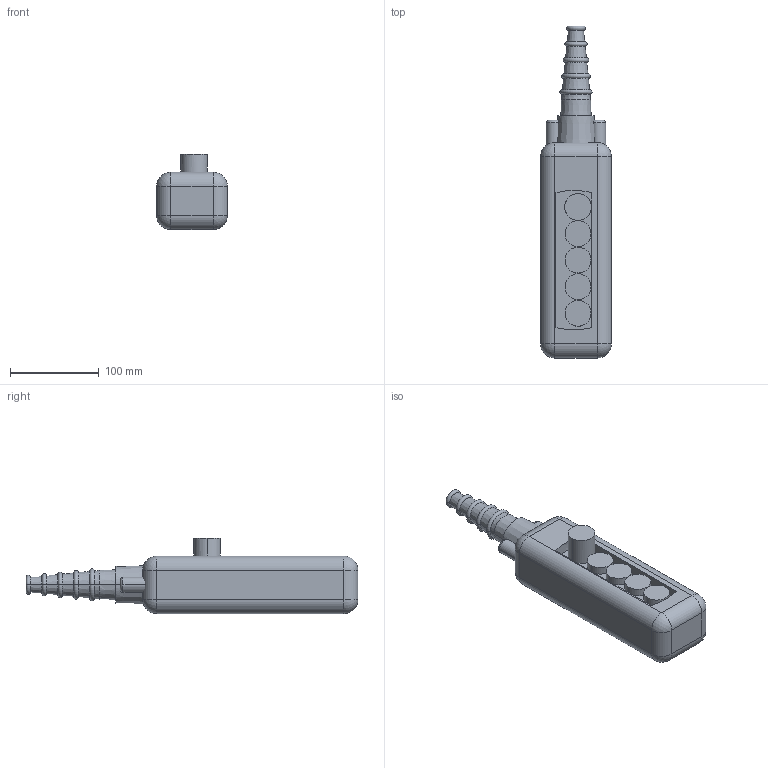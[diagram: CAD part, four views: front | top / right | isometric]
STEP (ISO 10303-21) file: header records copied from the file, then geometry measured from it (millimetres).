
FILE_DESCRIPTION((''),'2;1');
FILE_NAME('XACA4713-3D_ASM','2021-04-22T10:42:13',('SESA231899'),('Schneider-Electric'),'CREO PARAMETRIC BY PTC INC, 2019471','CREO PARAMETRIC BY PTC INC, 2019471','');
FILE_SCHEMA(('AP242_MANAGED_MODEL_BASED_3D_ENGINEERING_MIM_LF { 1 0 10303 442 1 1 4 }'));
Products named in the file (3): XACA4713-3D_PRT0001; XACA4713-3D_PRT0002; XACA4713-3D_ASM
Assembly tree (2 placements, depth 2):
  XACA4713-3D_ASM
    XACA4713-3D_PRT0001
    XACA4713-3D_PRT0002
Bounding box: 80.02 x 374.93 x 84.88 mm (x, y, z)
Volume: 1277262.4 mm3; surface area: 102562.2 mm2
Topology: 2 solids, 2 shells, 90 faces, 212 edges, 140 vertices
Faces by surface type: cylinder 30, plane 24, cone 14, torus 12, sphere 8, extrusion 2
Entity records: 58125 total; most frequent: CARTESIAN_POINT 54111, POLYLINE 924, DIRECTION 628, ORIENTED_EDGE 404, AXIS2_PLACEMENT_3D 274, EDGE_CURVE 202, VERTEX_POINT 120, CIRCLE 118
